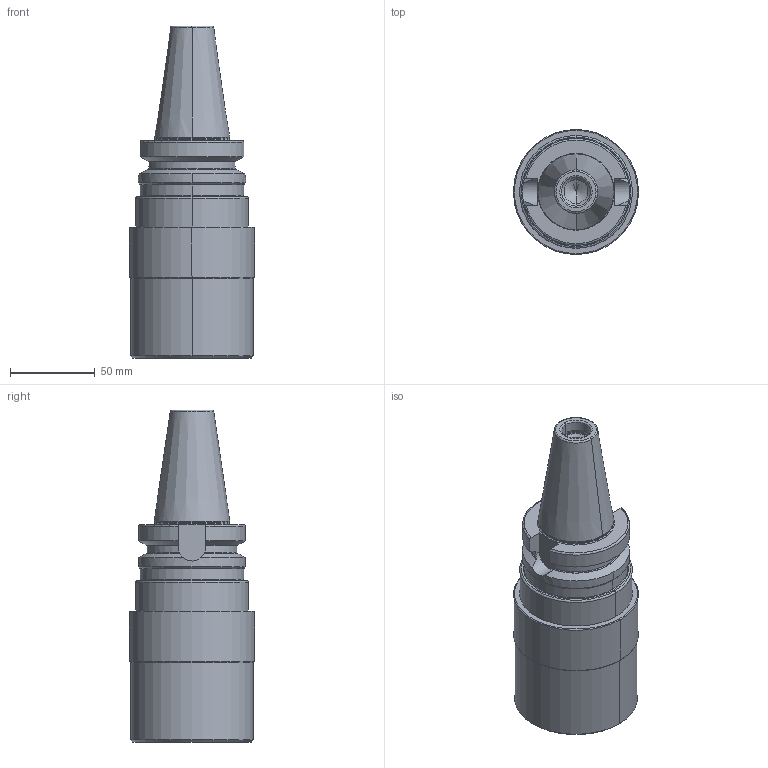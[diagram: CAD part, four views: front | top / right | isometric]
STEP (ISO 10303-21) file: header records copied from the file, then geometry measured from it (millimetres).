
FILE_DESCRIPTION((''),'2;1');
FILE_NAME('405_16_36_1','2020-11-09T',('103090'),(''),'CREO PARAMETRIC BY PTC INC, 2016260','CREO PARAMETRIC BY PTC INC, 2016260','');
FILE_SCHEMA(('CONFIG_CONTROL_DESIGN'));
Length unit declared in the file: millimetre
Products named in the file (1): 405_16_36_1
Bounding box: 73.6 x 73.6 x 195.4 mm (x, y, z)
Volume: 417407.6 mm3; surface area: 60857.5 mm2
Topology: 1 solids, 2 shells, 131 faces, 313 edges, 186 vertices
Faces by surface type: torus 38, cylinder 36, plane 27, cone 24, sphere 6
Entity records: 4066 total; most frequent: CARTESIAN_POINT 975, DIRECTION 697, ORIENTED_EDGE 608, EDGE_CURVE 304, AXIS2_PLACEMENT_3D 300, VERTEX_POINT 184, CIRCLE 166, EDGE_LOOP 140
